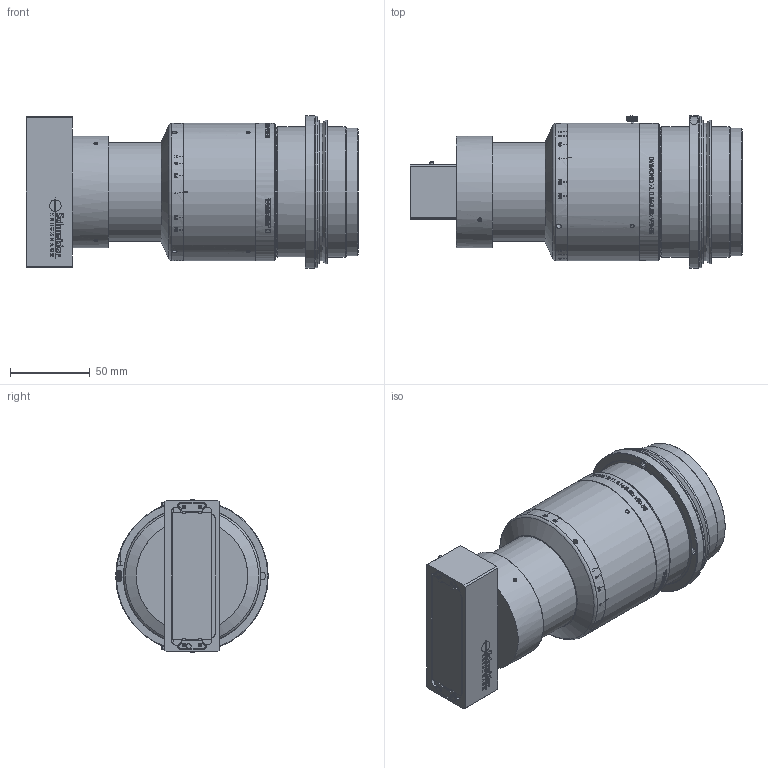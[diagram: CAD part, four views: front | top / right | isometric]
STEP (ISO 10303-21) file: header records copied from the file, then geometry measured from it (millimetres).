
FILE_DESCRIPTION(/* description */ (''),/* implementation_level */ '2;1');
FILE_NAME(/* name */ '1098892_00156941_003.stp',/* time_stamp */ '2022-09-01T15:24:41+02:00',/* author */ (''),/* organization */ (''),/* preprocessor_version */ 'ST-DEVELOPER v16',/* originating_system */ 'SIEMENS PLM Software NX 10.0',/* authorisation */ '');
FILE_SCHEMA (('AP203_CONFIGURATION_CONTROLLED_3D_DESIGN_OF_MECHANICAL_PARTS_AND_ASSEMBLIES_MIM_LF { 1 0 10303 403 2 1 2}'));
Length unit declared in the file: millimetre
Products named in the file (1): Guge99B81CFBin29
Bounding box: 208.2 x 95.59 x 95.6 mm (x, y, z)
Volume: 876375.6 mm3; surface area: 101223.7 mm2
Topology: 2 solids, 16 shells, 939 faces, 2861 edges, 2185 vertices
Faces by surface type: plane 511, cylinder 332, cone 66, extrusion 26, torus 2, sphere 2
Full cylindrical faces by diameter (mm): 1.183 x1, 1.4 x4, 1.5 x4, 2 x13, 2.135 x1, 2.2 x2, 2.4 x4, 2.5 x7, 2.8 x1, 3 x4, 4.5 x1, 54.2 x1, 54.933 x1, 61.2 x1, 62 x1, 62.2 x2, 62.4 x1, 62.5 x1, 64 x1, 66.133 x1, 70 x1, 71.5 x1, 72.4 x1, 72.9 x1, 73.513 x1, 74.2 x1, 80 x1, 80.774 x1, 82 x2, 85 x1
Entity records: 37639 total; most frequent: CARTESIAN_POINT 13976, ORIENTED_EDGE 5275, DIRECTION 3821, EDGE_CURVE 2661, VERTEX_POINT 2115, AXIS2_PLACEMENT_3D 1345, EDGE_LOOP 1327, VECTOR 1131
